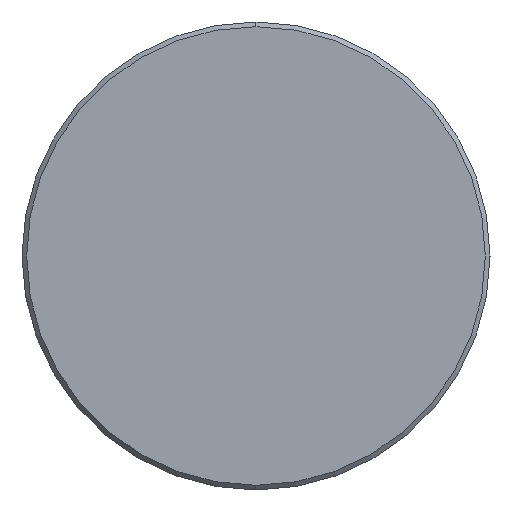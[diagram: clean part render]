
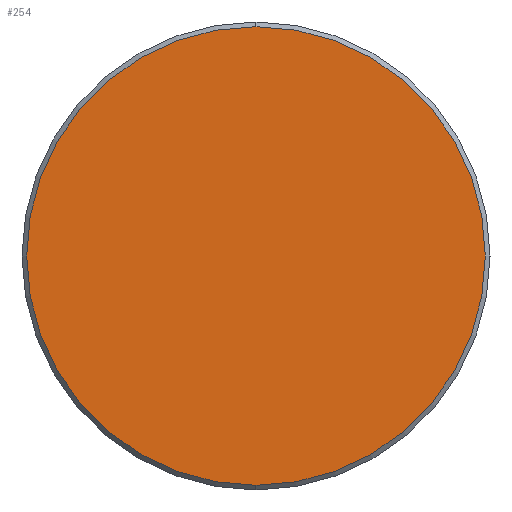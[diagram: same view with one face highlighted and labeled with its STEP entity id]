
A CAD part, left-side view. The second image highlights one B-rep face of the part: STEP entity #254.
In plain terms, the highlighted planar face has unit normal (-1, 0, 0).
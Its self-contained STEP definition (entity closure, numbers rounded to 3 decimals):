
#72 = CARTESIAN_POINT ( 'NONE',  ( 0., 0., 14.7 ) ) ;
#74 = CARTESIAN_POINT ( 'NONE',  ( 0., 0., 0. ) ) ;
#76 = EDGE_CURVE ( 'NONE', #253, #477, #332, .T. ) ;
#90 = DIRECTION ( 'NONE',  ( -1., 0., 0. ) ) ;
#95 = ORIENTED_EDGE ( 'NONE', *, *, #76, .T. ) ;
#99 = AXIS2_PLACEMENT_3D ( 'NONE', #74, #298, #144 ) ;
#141 = FACE_OUTER_BOUND ( 'NONE', #450, .T. ) ;
#144 = DIRECTION ( 'NONE',  ( 0., 0., -1. ) ) ;
#171 = AXIS2_PLACEMENT_3D ( 'NONE', #483, #442, #301 ) ;
#235 = DIRECTION ( 'NONE',  ( 0., 0., 1. ) ) ;
#253 = VERTEX_POINT ( 'NONE', #72 ) ;
#254 = ADVANCED_FACE ( 'NONE', ( #141 ), #318, .F. ) ;
#298 = DIRECTION ( 'NONE',  ( 1., 0., 0. ) ) ;
#301 = DIRECTION ( 'NONE',  ( 0., 0., 1. ) ) ;
#318 = PLANE ( 'NONE',  #99 ) ;
#319 = CIRCLE ( 'NONE', #171, 14.7 ) ;
#332 = CIRCLE ( 'NONE', #359, 14.7 ) ;
#359 = AXIS2_PLACEMENT_3D ( 'NONE', #395, #90, #235 ) ;
#362 = EDGE_CURVE ( 'NONE', #477, #253, #319, .T. ) ;
#380 = CARTESIAN_POINT ( 'NONE',  ( 0., 0., -14.7 ) ) ;
#395 = CARTESIAN_POINT ( 'NONE',  ( 0., 0., 0. ) ) ;
#413 = ORIENTED_EDGE ( 'NONE', *, *, #362, .T. ) ;
#442 = DIRECTION ( 'NONE',  ( -1., 0., 0. ) ) ;
#450 = EDGE_LOOP ( 'NONE', ( #413, #95 ) ) ;
#477 = VERTEX_POINT ( 'NONE', #380 ) ;
#483 = CARTESIAN_POINT ( 'NONE',  ( 0., 0., 0. ) ) ;
